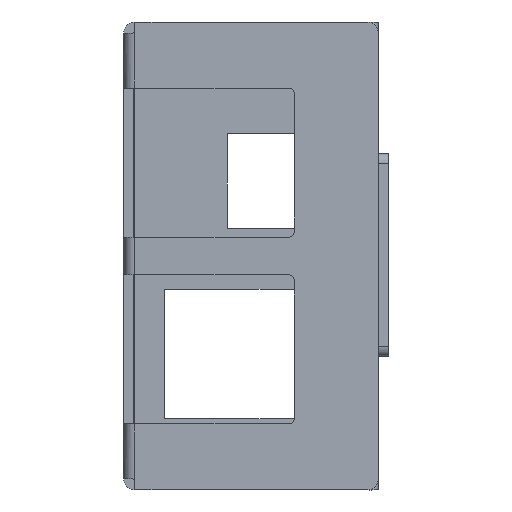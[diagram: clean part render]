
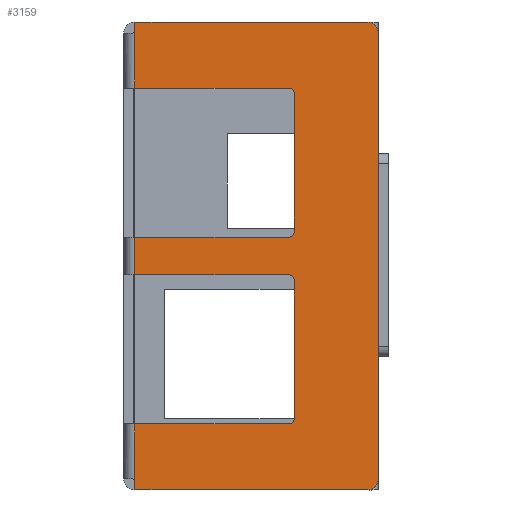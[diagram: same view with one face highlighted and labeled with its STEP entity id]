
A CAD part, left-side view. The second image highlights one B-rep face of the part: STEP entity #3159.
In plain terms, the highlighted face is planar.
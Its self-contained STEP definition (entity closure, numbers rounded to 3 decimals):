
#210=PLANE('',#3539);
#359=FACE_OUTER_BOUND('',#555,.T.);
#555=EDGE_LOOP('',(#2831,#2832,#2833,#2834,#2835,#2836,#2837,#2838,#2839,
#2840,#2841,#2842,#2843,#2844,#2845,#2846,#2847,#2848,#2849,#2850));
#757=LINE('',#5180,#1026);
#773=LINE('',#5225,#1042);
#789=LINE('',#5268,#1058);
#792=LINE('',#5276,#1061);
#796=LINE('',#5288,#1065);
#800=LINE('',#5299,#1069);
#802=LINE('',#5305,#1071);
#806=LINE('',#5314,#1075);
#809=LINE('',#5320,#1078);
#811=LINE('',#5327,#1080);
#812=LINE('',#5328,#1081);
#826=LINE('',#5369,#1095);
#827=LINE('',#5373,#1096);
#832=LINE('',#5384,#1101);
#1026=VECTOR('',#4223,10.);
#1042=VECTOR('',#4257,10.);
#1058=VECTOR('',#4297,10.);
#1061=VECTOR('',#4306,10.);
#1065=VECTOR('',#4318,10.);
#1069=VECTOR('',#4330,10.);
#1071=VECTOR('',#4336,10.);
#1075=VECTOR('',#4346,10.);
#1078=VECTOR('',#4353,10.);
#1080=VECTOR('',#4359,10.);
#1081=VECTOR('',#4360,10.);
#1095=VECTOR('',#4416,10.);
#1096=VECTOR('',#4423,10.);
#1101=VECTOR('',#4440,10.);
#1247=CIRCLE('',#3465,1.);
#1254=CIRCLE('',#3475,1.);
#1259=CIRCLE('',#3487,0.5);
#1260=CIRCLE('',#3490,0.5);
#1262=CIRCLE('',#3494,0.5);
#1264=CIRCLE('',#3498,0.5);
#1508=VERTEX_POINT('',#5167);
#1509=VERTEX_POINT('',#5168);
#1513=VERTEX_POINT('',#5178);
#1531=VERTEX_POINT('',#5218);
#1532=VERTEX_POINT('',#5219);
#1533=VERTEX_POINT('',#5224);
#1546=VERTEX_POINT('',#5261);
#1547=VERTEX_POINT('',#5262);
#1548=VERTEX_POINT('',#5267);
#1549=VERTEX_POINT('',#5271);
#1550=VERTEX_POINT('',#5275);
#1552=VERTEX_POINT('',#5281);
#1553=VERTEX_POINT('',#5282);
#1554=VERTEX_POINT('',#5287);
#1556=VERTEX_POINT('',#5293);
#1557=VERTEX_POINT('',#5294);
#1559=VERTEX_POINT('',#5303);
#1561=VERTEX_POINT('',#5312);
#1562=VERTEX_POINT('',#5319);
#1565=VERTEX_POINT('',#5325);
#1895=EDGE_CURVE('',#1508,#1509,#1247,.T.);
#1901=EDGE_CURVE('',#1513,#1508,#757,.T.);
#1920=EDGE_CURVE('',#1531,#1532,#1254,.T.);
#1923=EDGE_CURVE('',#1532,#1533,#773,.T.);
#1941=EDGE_CURVE('',#1546,#1547,#1259,.T.);
#1944=EDGE_CURVE('',#1548,#1547,#789,.T.);
#1946=EDGE_CURVE('',#1548,#1549,#1260,.T.);
#1948=EDGE_CURVE('',#1550,#1549,#792,.T.);
#1951=EDGE_CURVE('',#1552,#1553,#1262,.T.);
#1954=EDGE_CURVE('',#1554,#1553,#796,.T.);
#1957=EDGE_CURVE('',#1556,#1557,#1264,.T.);
#1960=EDGE_CURVE('',#1552,#1557,#800,.T.);
#1963=EDGE_CURVE('',#1546,#1559,#802,.T.);
#1968=EDGE_CURVE('',#1556,#1561,#806,.T.);
#1971=EDGE_CURVE('',#1562,#1550,#809,.T.);
#1975=EDGE_CURVE('',#1561,#1565,#811,.T.);
#1976=EDGE_CURVE('',#1559,#1554,#812,.T.);
#1998=EDGE_CURVE('',#1513,#1562,#826,.T.);
#2000=EDGE_CURVE('',#1565,#1533,#827,.T.);
#2006=EDGE_CURVE('',#1509,#1531,#832,.T.);
#2831=ORIENTED_EDGE('',*,*,#1895,.F.);
#2832=ORIENTED_EDGE('',*,*,#1901,.F.);
#2833=ORIENTED_EDGE('',*,*,#1998,.T.);
#2834=ORIENTED_EDGE('',*,*,#1971,.T.);
#2835=ORIENTED_EDGE('',*,*,#1948,.T.);
#2836=ORIENTED_EDGE('',*,*,#1946,.F.);
#2837=ORIENTED_EDGE('',*,*,#1944,.T.);
#2838=ORIENTED_EDGE('',*,*,#1941,.F.);
#2839=ORIENTED_EDGE('',*,*,#1963,.T.);
#2840=ORIENTED_EDGE('',*,*,#1976,.T.);
#2841=ORIENTED_EDGE('',*,*,#1954,.T.);
#2842=ORIENTED_EDGE('',*,*,#1951,.F.);
#2843=ORIENTED_EDGE('',*,*,#1960,.T.);
#2844=ORIENTED_EDGE('',*,*,#1957,.F.);
#2845=ORIENTED_EDGE('',*,*,#1968,.T.);
#2846=ORIENTED_EDGE('',*,*,#1975,.T.);
#2847=ORIENTED_EDGE('',*,*,#2000,.T.);
#2848=ORIENTED_EDGE('',*,*,#1923,.F.);
#2849=ORIENTED_EDGE('',*,*,#1920,.F.);
#2850=ORIENTED_EDGE('',*,*,#2006,.F.);
#3159=ADVANCED_FACE('',(#359),#210,.T.);
#3465=AXIS2_PLACEMENT_3D('',#5169,#4213,#4214);
#3475=AXIS2_PLACEMENT_3D('',#5220,#4251,#4252);
#3487=AXIS2_PLACEMENT_3D('',#5263,#4291,#4292);
#3490=AXIS2_PLACEMENT_3D('',#5272,#4301,#4302);
#3494=AXIS2_PLACEMENT_3D('',#5283,#4312,#4313);
#3498=AXIS2_PLACEMENT_3D('',#5295,#4324,#4325);
#3539=AXIS2_PLACEMENT_3D('',#5385,#4441,#4442);
#4213=DIRECTION('center_axis',(-1.,0.,0.));
#4214=DIRECTION('ref_axis',(0.,-0.707,-0.707));
#4223=DIRECTION('',(0.,-1.,0.));
#4251=DIRECTION('center_axis',(-1.,0.,0.));
#4252=DIRECTION('ref_axis',(0.,-0.707,0.707));
#4257=DIRECTION('',(0.,1.,0.));
#4291=DIRECTION('center_axis',(1.,0.,0.));
#4292=DIRECTION('ref_axis',(0.,-0.707,0.707));
#4297=DIRECTION('',(0.,0.,1.));
#4301=DIRECTION('center_axis',(1.,0.,0.));
#4302=DIRECTION('ref_axis',(0.,-0.707,-0.707));
#4306=DIRECTION('',(0.,-1.,0.));
#4312=DIRECTION('center_axis',(1.,0.,0.));
#4313=DIRECTION('ref_axis',(0.,-0.707,-0.707));
#4318=DIRECTION('',(0.,-1.,0.));
#4324=DIRECTION('center_axis',(1.,0.,0.));
#4325=DIRECTION('ref_axis',(0.,-0.707,0.707));
#4330=DIRECTION('',(0.,0.,1.));
#4336=DIRECTION('',(0.,1.,0.));
#4346=DIRECTION('',(0.,1.,0.));
#4353=DIRECTION('',(0.,0.,1.));
#4359=DIRECTION('',(0.,0.,1.));
#4360=DIRECTION('',(0.,0.,1.));
#4416=DIRECTION('',(0.,0.,1.));
#4423=DIRECTION('',(0.,0.,1.));
#4440=DIRECTION('',(0.,0.,1.));
#4441=DIRECTION('center_axis',(1.,0.,0.));
#4442=DIRECTION('ref_axis',(0.,0.,
1.));
#5167=CARTESIAN_POINT('',(41.,-23.,-23.));
#5168=CARTESIAN_POINT('',(41.,-24.,-22.));
#5169=CARTESIAN_POINT('Origin',(41.,-23.,-22.));
#5178=CARTESIAN_POINT('',(41.,-0.1,-23.));
#5180=CARTESIAN_POINT('',(41.,-0.1,-23.));
#5218=CARTESIAN_POINT('',(41.,-24.,22.));
#5219=CARTESIAN_POINT('',(41.,-23.,23.));
#5220=CARTESIAN_POINT('Origin',(41.,-23.,22.));
#5224=CARTESIAN_POINT('',(41.,-0.1,23.));
#5225=CARTESIAN_POINT('',(41.,0.748,23.));
#5261=CARTESIAN_POINT('',(41.,-15.25,-1.85));
#5262=CARTESIAN_POINT('',(41.,-15.75,-2.35));
#5263=CARTESIAN_POINT('Origin',(41.,-15.25,-2.35));
#5267=CARTESIAN_POINT('',(41.,-15.75,-16.));
#5268=CARTESIAN_POINT('',(41.,-15.75,-8.25));
#5271=CARTESIAN_POINT('',(41.,-15.25,-16.5));
#5272=CARTESIAN_POINT('Origin',(41.,-15.25,-16.));
#5275=CARTESIAN_POINT('',(41.,-0.1,-16.5));
#5276=CARTESIAN_POINT('',(41.,-5.313,-16.5));
#5281=CARTESIAN_POINT('',(41.,-15.75,2.35));
#5282=CARTESIAN_POINT('',(41.,-15.25,1.85));
#5283=CARTESIAN_POINT('Origin',(41.,-15.25,2.35));
#5287=CARTESIAN_POINT('',(41.,-0.1,1.85));
#5288=CARTESIAN_POINT('',(41.,-5.313,1.85));
#5293=CARTESIAN_POINT('',(41.,-15.25,16.5));
#5294=CARTESIAN_POINT('',(41.,-15.75,16.));
#5295=CARTESIAN_POINT('Origin',(41.,-15.25,16.));
#5299=CARTESIAN_POINT('',(41.,-15.75,0.925));
#5303=CARTESIAN_POINT('',(41.,-0.1,-1.85));
#5305=CARTESIAN_POINT('',(41.,-13.688,-1.85));
#5312=CARTESIAN_POINT('',(41.,-0.1,16.5));
#5314=CARTESIAN_POINT('',(41.,-13.688,16.5));
#5319=CARTESIAN_POINT('',(41.,-0.1,-21.9));
#5320=CARTESIAN_POINT('',(41.,-0.1,0.));
#5325=CARTESIAN_POINT('',(41.,-0.1,21.9));
#5327=CARTESIAN_POINT('',(41.,-0.1,0.));
#5328=CARTESIAN_POINT('',(41.,-0.1,0.));
#5369=CARTESIAN_POINT('',(41.,-0.1,0.));
#5373=CARTESIAN_POINT('',(41.,-0.1,0.));
#5384=CARTESIAN_POINT('',(41.,-24.,-23.));
#5385=CARTESIAN_POINT('Origin',(41.,-11.626,0.));
